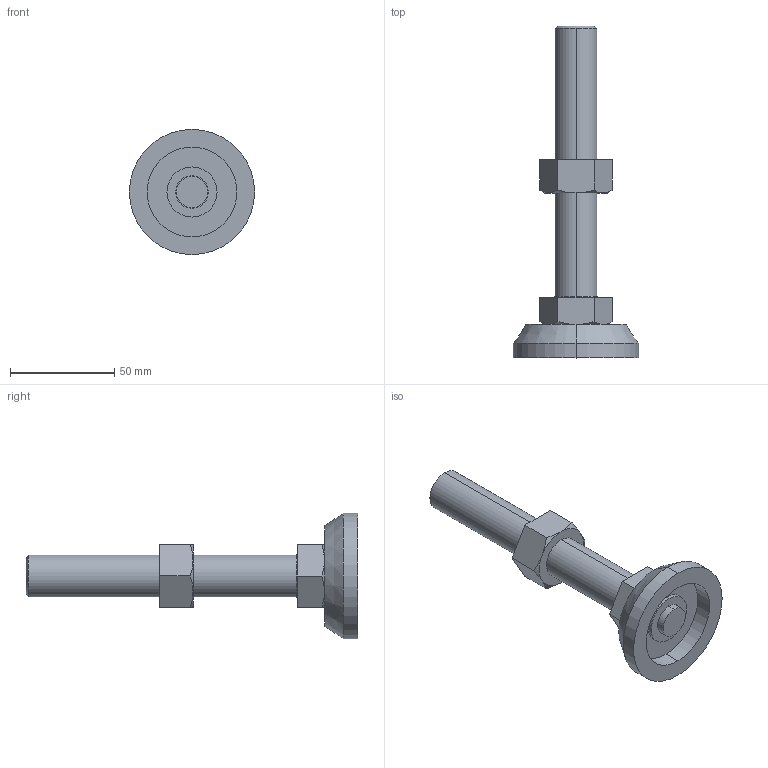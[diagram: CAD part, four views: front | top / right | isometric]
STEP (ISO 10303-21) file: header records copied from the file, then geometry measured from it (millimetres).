
FILE_DESCRIPTION (( 'STEP AP203' ), '1' );
FILE_NAME ('KC-275-B-2.STEP', '2020-04-23T05:35:04', ( '' ), ( '' ), 'SwSTEP 2.0', 'SolidWorks 2018', '' );
FILE_SCHEMA (( 'CONFIG_CONTROL_DESIGN' ));
Length unit declared in the file: millimetre
Products named in the file (5): KC-275-B-2_ボルト_; KC-275-B-2; 六角ナットM20（1種）_JIS B 1181 Hexagon nut - Class 1 Finished M20 --N; KC-275-B-1,2,3_ベース__カタログ; KC-275-B-1,2,3_ワッシャー_
Assembly tree (4 placements, depth 2):
  KC-275-B-2
    KC-275-B-2_ボルト_
    KC-275-B-1,2,3_ベース__カタログ
    KC-275-B-1,2,3_ワッシャー_
    六角ナットM20（1種）_JIS B 1181 Hexagon nut - Class 1 Finished M20 --N
Bounding box: 60 x 159 x 60 mm (x, y, z)
Volume: 89698.9 mm3; surface area: 24796.9 mm2
Topology: 4 solids, 4 shells, 63 faces, 132 edges, 80 vertices
Faces by surface type: plane 23, cone 20, cylinder 18, torus 2
Entity records: 2311 total; most frequent: CARTESIAN_POINT 434, DIRECTION 306, ORIENTED_EDGE 264, EDGE_CURVE 132, AXIS2_PLACEMENT_3D 128, VERTEX_POINT 80, EDGE_LOOP 72, ADVANCED_FACE 63
